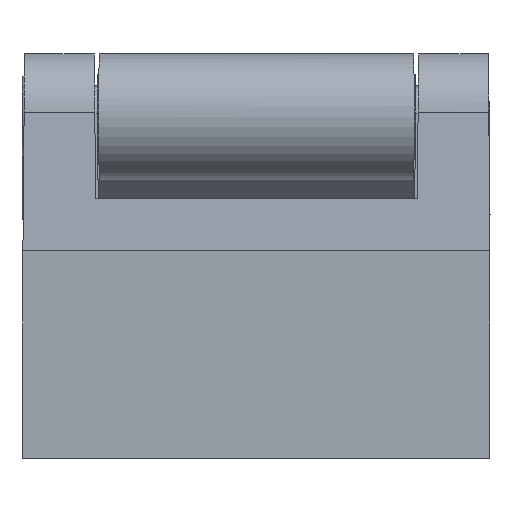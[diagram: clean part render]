
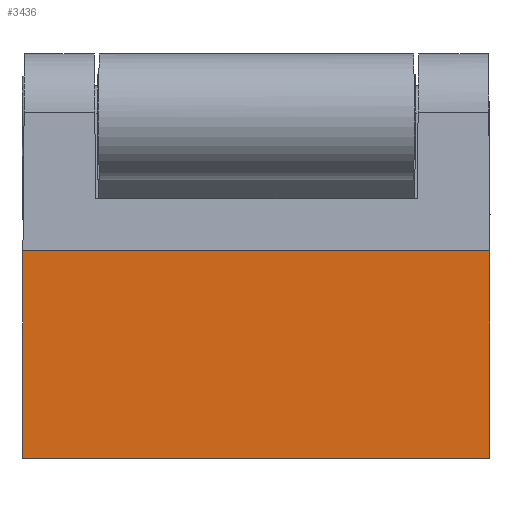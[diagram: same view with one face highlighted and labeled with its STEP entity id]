
A CAD part, left-side view. The second image highlights one B-rep face of the part: STEP entity #3436.
In plain terms, the highlighted planar face has unit normal (-1, 0, 0).
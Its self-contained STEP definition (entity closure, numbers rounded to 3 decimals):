
#7 = CARTESIAN_POINT ( 'NONE',  ( -7., 22.5, 0. ) ) ;
#407 = LINE ( 'NONE', #7, #1062 ) ;
#481 = DIRECTION ( 'NONE',  ( 0., 1., 0. ) ) ;
#630 = EDGE_CURVE ( 'NONE', #4874, #1727, #407, .T. ) ;
#877 = CARTESIAN_POINT ( 'NONE',  ( -7., 22.5, 0. ) ) ;
#929 = LINE ( 'NONE', #3654, #4218 ) ;
#1062 = VECTOR ( 'NONE', #5545, 1000. ) ;
#1215 = FACE_OUTER_BOUND ( 'NONE', #5646, .T. ) ;
#1230 = LINE ( 'NONE', #1726, #2469 ) ;
#1726 = CARTESIAN_POINT ( 'NONE',  ( -7., 23., -20. ) ) ;
#1727 = VERTEX_POINT ( 'NONE', #877 ) ;
#2188 = CARTESIAN_POINT ( 'NONE',  ( -7., -22.5, 0. ) ) ;
#2253 = CARTESIAN_POINT ( 'NONE',  ( -7., 22.5, -20. ) ) ;
#2469 = VECTOR ( 'NONE', #5384, 1000. ) ;
#2689 = ORIENTED_EDGE ( 'NONE', *, *, #4326, .F. ) ;
#2878 = EDGE_CURVE ( 'NONE', #4494, #3335, #3567, .T. ) ;
#2989 = DIRECTION ( 'NONE',  ( 0., 0., 1. ) ) ;
#3059 = PLANE ( 'NONE',  #4313 ) ;
#3335 = VERTEX_POINT ( 'NONE', #2188 ) ;
#3436 = ADVANCED_FACE ( 'NONE', ( #1215 ), #3059, .T. ) ;
#3567 = LINE ( 'NONE', #3934, #3635 ) ;
#3589 = EDGE_CURVE ( 'NONE', #3335, #1727, #929, .T. ) ;
#3635 = VECTOR ( 'NONE', #2989, 1000. ) ;
#3654 = CARTESIAN_POINT ( 'NONE',  ( -7., -22.5, 0. ) ) ;
#3934 = CARTESIAN_POINT ( 'NONE',  ( -7., -22.5, 0. ) ) ;
#3947 = ORIENTED_EDGE ( 'NONE', *, *, #630, .F. ) ;
#4218 = VECTOR ( 'NONE', #481, 1000. ) ;
#4313 = AXIS2_PLACEMENT_3D ( 'NONE', #4879, #5797, #4943 ) ;
#4326 = EDGE_CURVE ( 'NONE', #4494, #4874, #1230, .T. ) ;
#4494 = VERTEX_POINT ( 'NONE', #5989 ) ;
#4666 = ORIENTED_EDGE ( 'NONE', *, *, #3589, .T. ) ;
#4874 = VERTEX_POINT ( 'NONE', #2253 ) ;
#4879 = CARTESIAN_POINT ( 'NONE',  ( -7., -22.5, 0. ) ) ;
#4943 = DIRECTION ( 'NONE',  ( 0., 1., 0. ) ) ;
#5384 = DIRECTION ( 'NONE',  ( 0., 1., 0. ) ) ;
#5545 = DIRECTION ( 'NONE',  ( 0., 0., 1. ) ) ;
#5646 = EDGE_LOOP ( 'NONE', ( #2689, #5720, #4666, #3947 ) ) ;
#5720 = ORIENTED_EDGE ( 'NONE', *, *, #2878, .T. ) ;
#5797 = DIRECTION ( 'NONE',  ( -1., 0., 0. ) ) ;
#5989 = CARTESIAN_POINT ( 'NONE',  ( -7., -22.5, -20. ) ) ;
